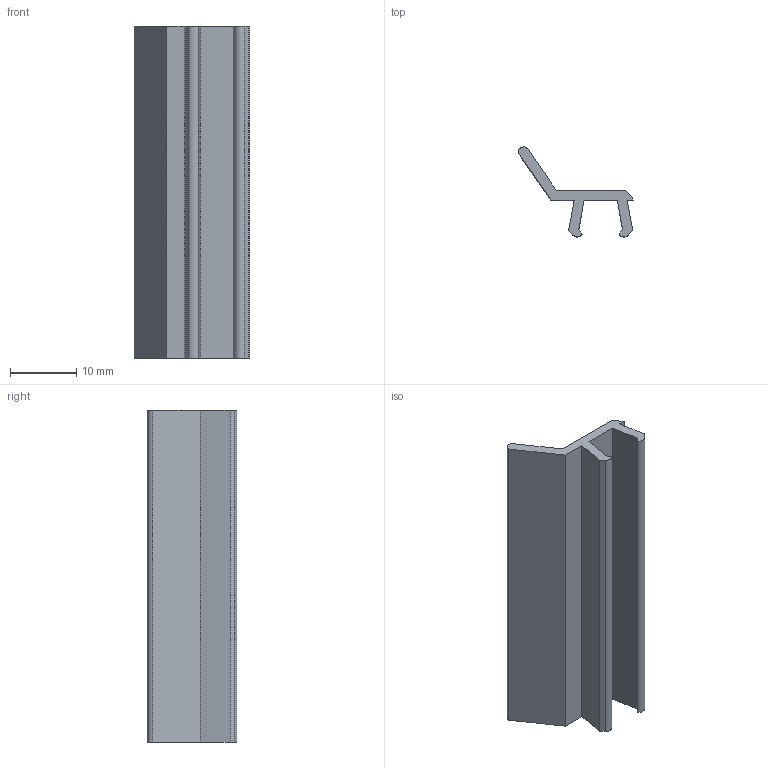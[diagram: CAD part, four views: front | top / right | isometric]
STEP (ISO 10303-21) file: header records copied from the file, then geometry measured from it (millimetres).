
FILE_DESCRIPTION (( 'STEP AP203' ), '1' );
FILE_NAME ('B39-25.STEP', '2018-03-28T17:32:41', ( 'User2' ), ( '' ), 'SwSTEP 2.0', 'SolidWorks 2007', '' );
FILE_SCHEMA (( 'CONFIG_CONTROL_DESIGN' ));
Length unit declared in the file: millimetre
Products named in the file (1): B39-25
Bounding box: 17.43 x 13.5 x 50 mm (x, y, z)
Volume: 2308.6 mm3; surface area: 3352.6 mm2
Topology: 1 solids, 1 shells, 20 faces, 54 edges, 36 vertices
Faces by surface type: plane 17, cylinder 3
Entity records: 701 total; most frequent: CARTESIAN_POINT 111, ORIENTED_EDGE 108, DIRECTION 102, EDGE_CURVE 54, VECTOR 48, LINE 48, VERTEX_POINT 36, AXIS2_PLACEMENT_3D 27
